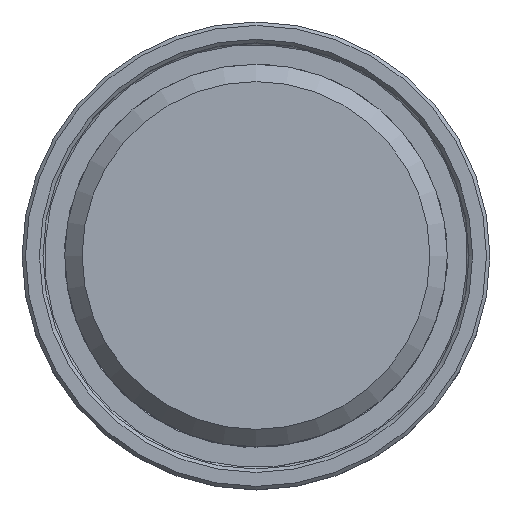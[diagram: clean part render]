
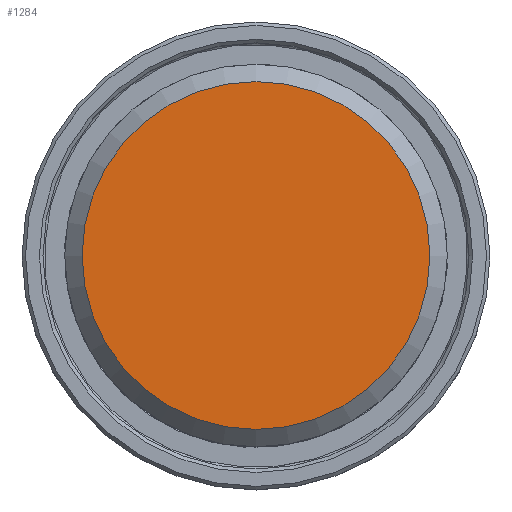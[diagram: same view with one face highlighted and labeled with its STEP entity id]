
A CAD part, top view. The second image highlights one B-rep face of the part: STEP entity #1284.
In plain terms, the highlighted planar face has unit normal (0, 0, 1).
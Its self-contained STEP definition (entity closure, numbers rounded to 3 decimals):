
#1244=CARTESIAN_POINT('',(10.0,0.,19.0));
#1245=VERTEX_POINT('',#1244);
#1246=CARTESIAN_POINT('',(0.0,0.0,19.0));
#1247=DIRECTION('',(0.0,0.0,-1.0));
#1248=DIRECTION('',(-1.0,0.0,0.0));
#1249=AXIS2_PLACEMENT_3D('',#1246,#1247,#1248);
#1250=CIRCLE('',#1249,10.0);
#1251=EDGE_CURVE('',#1245,#1245,#1250,.T.);
#1276=CARTESIAN_POINT('',(0.0,0.0,19.0));
#1277=DIRECTION('',(0.0,0.0,-1.0));
#1278=DIRECTION('',(-1.0,0.0,0.0));
#1279=AXIS2_PLACEMENT_3D('',#1276,#1277,#1278);
#1280=PLANE('',#1279);
#1281=ORIENTED_EDGE('',*,*,#1251,.F.);
#1282=EDGE_LOOP('',(#1281));
#1283=FACE_OUTER_BOUND('',#1282,.T.);
#1284=ADVANCED_FACE('',(#1283),#1280,.F.);
